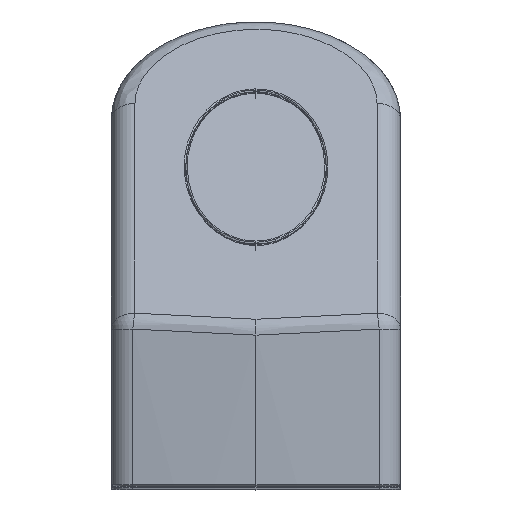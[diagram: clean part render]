
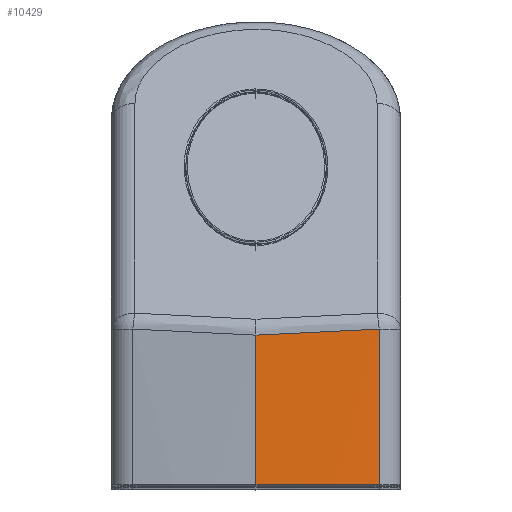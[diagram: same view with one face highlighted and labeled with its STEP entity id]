
A CAD part, top view. The second image highlights one B-rep face of the part: STEP entity #10429.
In plain terms, the highlighted cylindrical face has radius 171.625 mm (diameter 343.25 mm), a partial arc.
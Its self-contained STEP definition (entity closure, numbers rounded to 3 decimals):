
#10333 = VERTEX_POINT ( 'NONE', #11585 ) ;
#10339 = VERTEX_POINT ( 'NONE', #11632 ) ;
#10343 = EDGE_CURVE ( 'NONE', #10333, #10339, #11634, .T. ) ;
#10363 = VERTEX_POINT ( 'NONE', #11655 ) ;
#10384 = EDGE_CURVE ( 'NONE', #10392, #10363, #11737, .T. ) ;
#10392 = VERTEX_POINT ( 'NONE', #11724 ) ;
#10399 = EDGE_LOOP ( 'NONE', ( #10430, #10403, #10417, #10405 ) ) ;
#10403 = ORIENTED_EDGE ( 'NONE', *, *, #10411, .T. ) ;
#10405 = ORIENTED_EDGE ( 'NONE', *, *, #10416, .T. ) ;
#10411 = EDGE_CURVE ( 'NONE', #10363, #10333, #11765, .T. ) ;
#10416 = EDGE_CURVE ( 'NONE', #10339, #10392, #11775, .T. ) ;
#10417 = ORIENTED_EDGE ( 'NONE', *, *, #10343, .T. ) ;
#10429 = ADVANCED_FACE ( 'NONE', ( #11788 ), #11791, .T. ) ;
#10430 = ORIENTED_EDGE ( 'NONE', *, *, #10384, .T. ) ;
#11585 = CARTESIAN_POINT ( 'NONE',  ( 0., 0.2, -19. ) ) ;
#11620 = DIRECTION ( 'NONE',  ( 0., 0., -1. ) ) ;
#11621 = DIRECTION ( 'NONE',  ( 0., 1., 0. ) ) ;
#11622 = CARTESIAN_POINT ( 'NONE',  ( 0., 0.2, 152.625 ) ) ;
#11624 = AXIS2_PLACEMENT_3D ( 'NONE', #11622, #11621, #11620 ) ;
#11632 = CARTESIAN_POINT ( 'NONE',  ( -15.776, 0.2, -18.273 ) ) ;
#11634 = CIRCLE ( 'NONE', #11624, 171.625 ) ;
#11655 = CARTESIAN_POINT ( 'NONE',  ( 0., 19.327, -19. ) ) ;
#11724 = CARTESIAN_POINT ( 'NONE',  ( -15.776, 20.1, -18.273 ) ) ;
#11732 = CARTESIAN_POINT ( 'NONE',  ( 0., 19.327, -19. ) ) ;
#11733 = CARTESIAN_POINT ( 'NONE',  ( -5.268, 19.327, -19. ) ) ;
#11734 = CARTESIAN_POINT ( 'NONE',  ( -10.53, 19.585, -18.758 ) ) ;
#11735 = CARTESIAN_POINT ( 'NONE',  ( -15.776, 20.1, -18.273 ) ) ;
#11737 =( BOUNDED_CURVE ( )  B_SPLINE_CURVE ( 3, ( #11735, #11734, #11733, #11732 ),
 .UNSPECIFIED., .F., .F. ) 
 B_SPLINE_CURVE_WITH_KNOTS ( ( 4, 4 ),
 ( 6.191, 6.283 ),
 .UNSPECIFIED. ) 
 CURVE ( )  GEOMETRIC_REPRESENTATION_ITEM ( )  RATIONAL_B_SPLINE_CURVE ( ( 1., 0.999, 0.999, 1. ) ) 
 REPRESENTATION_ITEM ( '' )  );
#11740 = VECTOR ( 'NONE', #11778, 1000. ) ;
#11741 = CARTESIAN_POINT ( 'NONE',  ( 0., 60.388, -19. ) ) ;
#11765 = LINE ( 'NONE', #11741, #11740 ) ;
#11775 = LINE ( 'NONE', #11805, #11804 ) ;
#11778 = DIRECTION ( 'NONE',  ( 0., -1., 0. ) ) ;
#11788 = FACE_OUTER_BOUND ( 'NONE', #10399, .T. ) ;
#11791 = CYLINDRICAL_SURFACE ( 'NONE', #11794, 171.625 ) ;
#11794 = AXIS2_PLACEMENT_3D ( 'NONE', #11827, #11814, #11813 ) ;
#11803 = DIRECTION ( 'NONE',  ( 0., 1., 0. ) ) ;
#11804 = VECTOR ( 'NONE', #11803, 1000. ) ;
#11805 = CARTESIAN_POINT ( 'NONE',  ( -15.776, 60.388, -18.273 ) ) ;
#11813 = DIRECTION ( 'NONE',  ( 0., 0., -1. ) ) ;
#11814 = DIRECTION ( 'NONE',  ( 0., -1., 0. ) ) ;
#11827 = CARTESIAN_POINT ( 'NONE',  ( 0., 60.388, 152.625 ) ) ;
